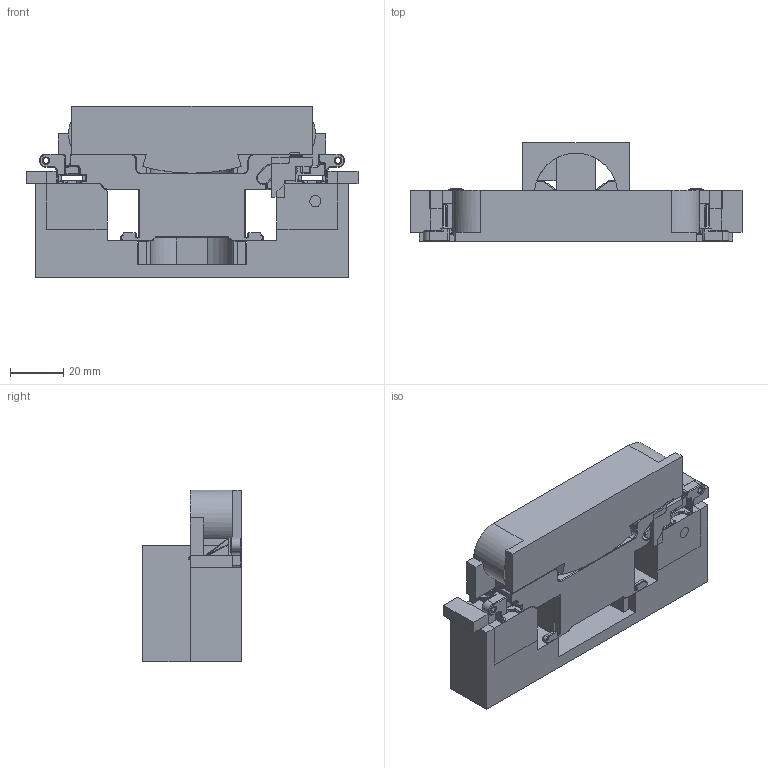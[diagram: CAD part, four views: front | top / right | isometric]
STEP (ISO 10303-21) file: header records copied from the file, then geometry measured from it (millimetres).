
FILE_DESCRIPTION (( 'STEP AP203' ), '1' );
FILE_NAME ('Rumble Pack Bracket - FIRES v11.STEP', '2020-12-20T02:18:12', ( '' ), ( '' ), 'SwSTEP 2.0', 'SolidWorks 2019', '' );
FILE_SCHEMA (( 'CONFIG_CONTROL_DESIGN' ));
Length unit declared in the file: millimetre
Products named in the file (1): Rumble Pack Bracket - FIRES v11
Bounding box: 125.15 x 37.23 x 64.8 mm (x, y, z)
Volume: 124002.3 mm3; surface area: 46026.5 mm2
Topology: 7 solids, 7 shells, 1039 faces, 2612 edges, 1574 vertices
Faces by surface type: plane 548, cone 236, cylinder 187, bspline 56, torus 10, sphere 2
Entity records: 32750 total; most frequent: CARTESIAN_POINT 8367, ORIENTED_EDGE 5204, DIRECTION 4902, EDGE_CURVE 2602, LINE 1726, VECTOR 1726, AXIS2_PLACEMENT_3D 1588, VERTEX_POINT 1574
